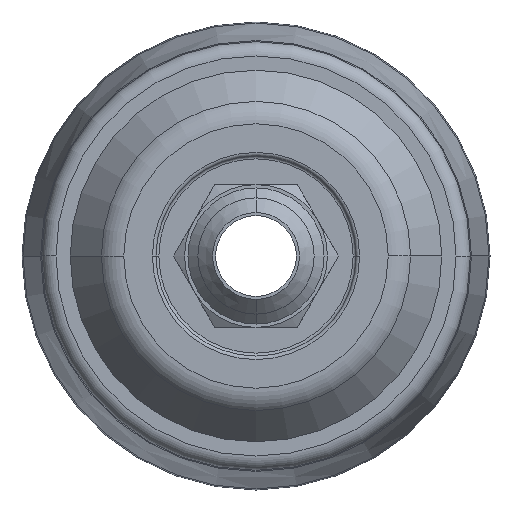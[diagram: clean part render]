
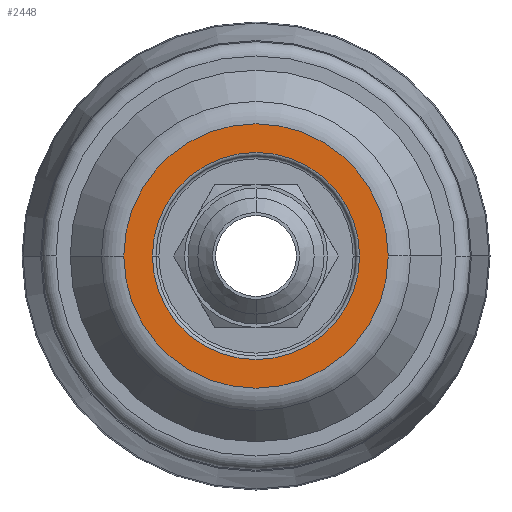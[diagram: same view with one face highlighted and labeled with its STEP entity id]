
A CAD part, left-side view. The second image highlights one B-rep face of the part: STEP entity #2448.
In plain terms, the highlighted planar face has unit normal (-1, 0, 0).
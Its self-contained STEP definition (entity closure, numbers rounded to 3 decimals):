
#46 = CARTESIAN_POINT ( 'NONE',  ( -49., 14.494, 0. ) ) ;
#132 = DIRECTION ( 'NONE',  ( 1., 0., 0. ) ) ;
#361 = CARTESIAN_POINT ( 'NONE',  ( -49., 0., 0. ) ) ;
#371 = AXIS2_PLACEMENT_3D ( 'NONE', #2338, #1123, #407 ) ;
#407 = DIRECTION ( 'NONE',  ( 0., -1., 0. ) ) ;
#623 = VERTEX_POINT ( 'NONE', #1580 ) ;
#721 = CARTESIAN_POINT ( 'NONE',  ( -49., 18.5, 0. ) ) ;
#913 = CARTESIAN_POINT ( 'NONE',  ( -49., -14.494, 0. ) ) ;
#931 = AXIS2_PLACEMENT_3D ( 'NONE', #2976, #2754, #2782 ) ;
#983 = EDGE_CURVE ( 'NONE', #2433, #2117, #1423, .T. ) ;
#999 = EDGE_CURVE ( 'NONE', #2117, #2433, #1882, .T. ) ;
#1001 = CARTESIAN_POINT ( 'NONE',  ( -49., -18.5, 0. ) ) ;
#1039 = AXIS2_PLACEMENT_3D ( 'NONE', #2749, #132, #1576 ) ;
#1081 = DIRECTION ( 'NONE',  ( 1., 0., 0. ) ) ;
#1123 = DIRECTION ( 'NONE',  ( 1., 0., 0. ) ) ;
#1213 = PLANE ( 'NONE',  #2972 ) ;
#1304 = ORIENTED_EDGE ( 'NONE', *, *, #3096, .F. ) ;
#1423 = CIRCLE ( 'NONE', #1039, 14.494 ) ;
#1451 = ORIENTED_EDGE ( 'NONE', *, *, #983, .T. ) ;
#1576 = DIRECTION ( 'NONE',  ( 0., -1., 0. ) ) ;
#1580 = CARTESIAN_POINT ( 'NONE',  ( -49., 18.5, 0. ) ) ;
#1772 = ORIENTED_EDGE ( 'NONE', *, *, #999, .T. ) ;
#1882 = CIRCLE ( 'NONE', #371, 14.494 ) ;
#1967 = DIRECTION ( 'NONE',  ( -1., 0., 0. ) ) ;
#1983 = FACE_OUTER_BOUND ( 'NONE', #2185, .T. ) ;
#1992 = VERTEX_POINT ( 'NONE', #1001 ) ;
#2000 = AXIS2_PLACEMENT_3D ( 'NONE', #361, #1081, #2039 ) ;
#2039 = DIRECTION ( 'NONE',  ( 0., 1., 0. ) ) ;
#2117 = VERTEX_POINT ( 'NONE', #913 ) ;
#2185 = EDGE_LOOP ( 'NONE', ( #2630, #1304 ) ) ;
#2274 = EDGE_LOOP ( 'NONE', ( #1772, #1451 ) ) ;
#2295 = EDGE_CURVE ( 'NONE', #623, #1992, #2300, .T. ) ;
#2300 = CIRCLE ( 'NONE', #931, 18.5 ) ;
#2338 = CARTESIAN_POINT ( 'NONE',  ( -49., 0., 0. ) ) ;
#2433 = VERTEX_POINT ( 'NONE', #46 ) ;
#2448 = ADVANCED_FACE ( 'NONE', ( #2887, #1983 ), #1213, .T. ) ;
#2630 = ORIENTED_EDGE ( 'NONE', *, *, #2295, .F. ) ;
#2749 = CARTESIAN_POINT ( 'NONE',  ( -49., 0., 0. ) ) ;
#2754 = DIRECTION ( 'NONE',  ( 1., 0., 0. ) ) ;
#2782 = DIRECTION ( 'NONE',  ( 0., 1., 0. ) ) ;
#2887 = FACE_BOUND ( 'NONE', #2274, .T. ) ;
#2962 = DIRECTION ( 'NONE',  ( 0., -1., 0. ) ) ;
#2972 = AXIS2_PLACEMENT_3D ( 'NONE', #721, #1967, #2962 ) ;
#2976 = CARTESIAN_POINT ( 'NONE',  ( -49., 0., 0. ) ) ;
#3024 = CIRCLE ( 'NONE', #2000, 18.5 ) ;
#3096 = EDGE_CURVE ( 'NONE', #1992, #623, #3024, .T. ) ;
